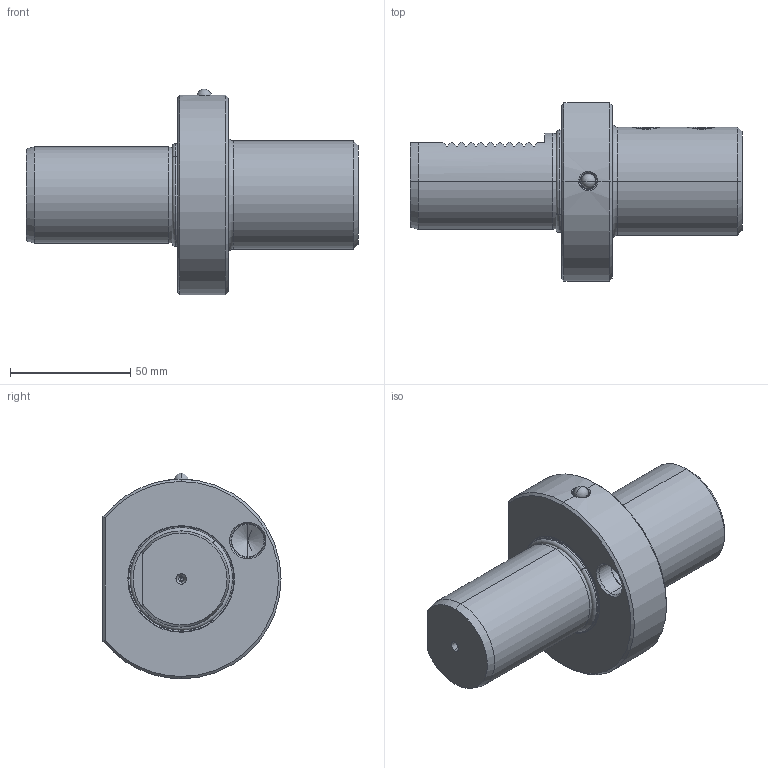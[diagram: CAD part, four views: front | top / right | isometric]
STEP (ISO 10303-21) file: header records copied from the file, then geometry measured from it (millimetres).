
FILE_DESCRIPTION (( 'STEP AP203' ), '1' );
FILE_NAME ('409.51.25.STEP', '2016-11-26T06:29:55', ( '' ), ( '' ), 'SwSTEP 2.0', 'SolidWorks 2012', '' );
FILE_SCHEMA (( 'CONFIG_CONTROL_DESIGN' ));
Products named in the file (7): M12xP1x14L; 409.51.25; O型環38.7; 管螺文螺絲; VDI40       E1_25; 7止水鉚珠; M12xP1x12L
Assembly tree (6 placements, depth 2):
  409.51.25
    VDI40       E1_25
    7止水鉚珠
    M12xP1x12L
    M12xP1x14L
    O型環38.7
    管螺文螺絲
Bounding box: 138 x 74 x 85.47 mm (x, y, z)
Volume: 231226 mm3; surface area: 43145.2 mm2
Topology: 7 solids, 7 shells, 403 faces, 1035 edges, 643 vertices
Faces by surface type: cylinder 141, cone 139, plane 75, bspline 32, torus 14, sphere 2
Entity records: 49701 total; most frequent: CARTESIAN_POINT 40344, ORIENTED_EDGE 2044, DIRECTION 1543, EDGE_CURVE 1022, VERTEX_POINT 640, AXIS2_PLACEMENT_3D 582, EDGE_LOOP 422, FACE_OUTER_BOUND 403
